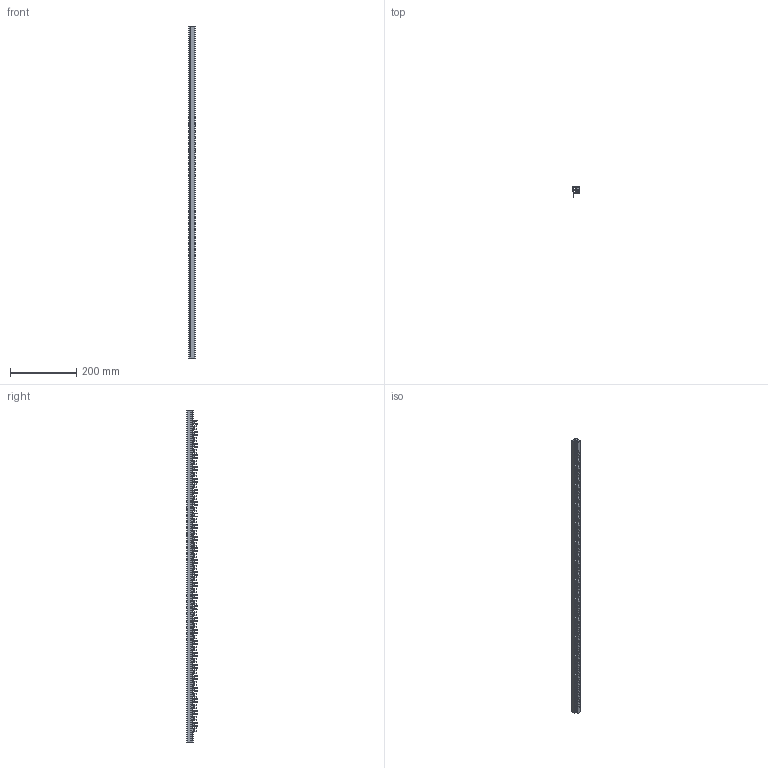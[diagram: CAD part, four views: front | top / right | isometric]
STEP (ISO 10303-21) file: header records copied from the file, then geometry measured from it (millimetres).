
FILE_DESCRIPTION((''),'2;1');
FILE_NAME('PRT0002','2024-03-29T',('dell'),(''),'PRO/ENGINEER BY PARAMETRIC TECHNOLOGY CORPORATION, 2013230','PRO/ENGINEER BY PARAMETRIC TECHNOLOGY CORPORATION, 2013230','');
FILE_SCHEMA(('AUTOMOTIVE_DESIGN { 1 0 10303 214 1 1 1 1 }'));
Length unit declared in the file: millimetre
Products named in the file (1): PRT0002
Bounding box: 19 x 31.1 x 1000 mm (x, y, z)
Volume: 198959.3 mm3; surface area: 227156.7 mm2
Topology: 1 solids, 1 shells, 1214 faces, 3688 edges, 2424 vertices
Faces by surface type: plane 653, cylinder 561
Entity records: 41801 total; most frequent: CARTESIAN_POINT 7686, ORIENTED_EDGE 7376, DIRECTION 7224, EDGE_CURVE 3688, AXIS2_PLACEMENT_3D 2435, VERTEX_POINT 2424, VECTOR 2354, LINE 2354
